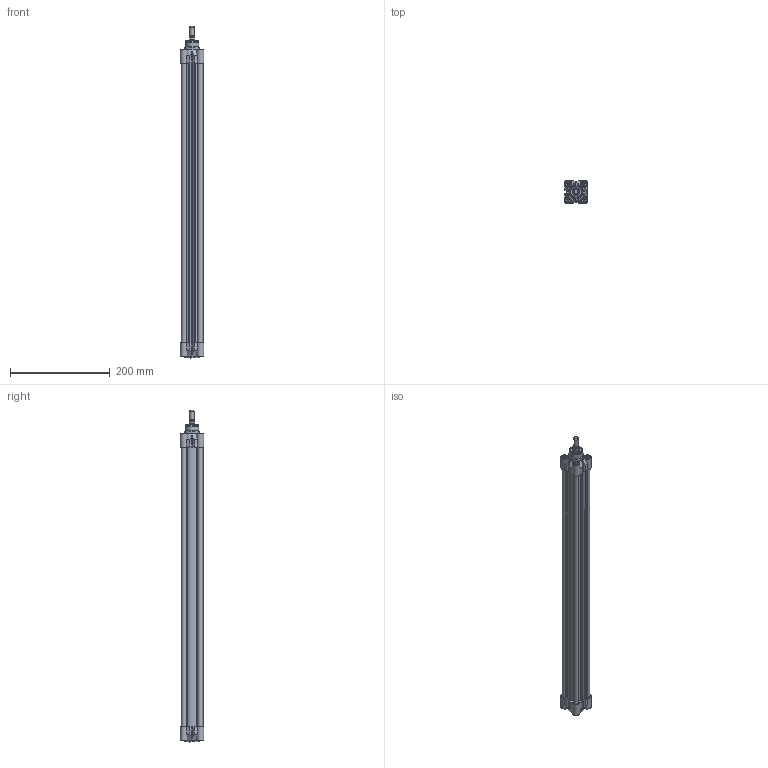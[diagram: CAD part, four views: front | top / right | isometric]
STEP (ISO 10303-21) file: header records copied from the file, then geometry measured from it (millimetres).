
FILE_DESCRIPTION(/* description */ (''),/* implementation_level */ '2;1');
FILE_NAME(/* name */ 'C-H-032-0520.stp',/* time_stamp */ '2017-10-13T14:54:04+02:00',/* author */ (''),/* organization */ (''),/* preprocessor_version */ 'ST-DEVELOPER v15.2',/* originating_system */ 'Autodesk Translator Framework v2.0.0.5431',/* authorisation */ '');
FILE_SCHEMA (('AUTOMOTIVE_DESIGN { 1 0 10303 214 3 1 1 }'));
Products named in the file (1): (Unsaved)
Bounding box: 47 x 47 x 666 mm (x, y, z)
Volume: 449138.9 mm3; surface area: 291680.5 mm2
Topology: 4 solids, 18 shells, 1675 faces, 4345 edges, 2780 vertices
Faces by surface type: bspline 829, plane 471, cylinder 186, cone 86, torus 83, sphere 20
Full cylindrical faces by diameter (mm): 2 x2, 2.1 x2, 4 x2, 4.5 x2, 4.917 x8, 5.4 x4, 6 x8, 6.2 x8, 6.3 x4, 7 x2, 7.8 x4, 7.9 x3, 8 x4, 8.566 x2, 10 x9, 10.3 x8, 11.6 x1, 12 x1, 12.8 x1, 12.847 x1, 16 x1, 17 x2, 22 x3, 28 x1, 30 x2, 32 x1
Entity records: 58347 total; most frequent: CARTESIAN_POINT 23840, ORIENTED_EDGE 8172, DIRECTION 4756, EDGE_CURVE 4066, VERTEX_POINT 2722, EDGE_LOOP 2037, LINE 1744, VECTOR 1744
